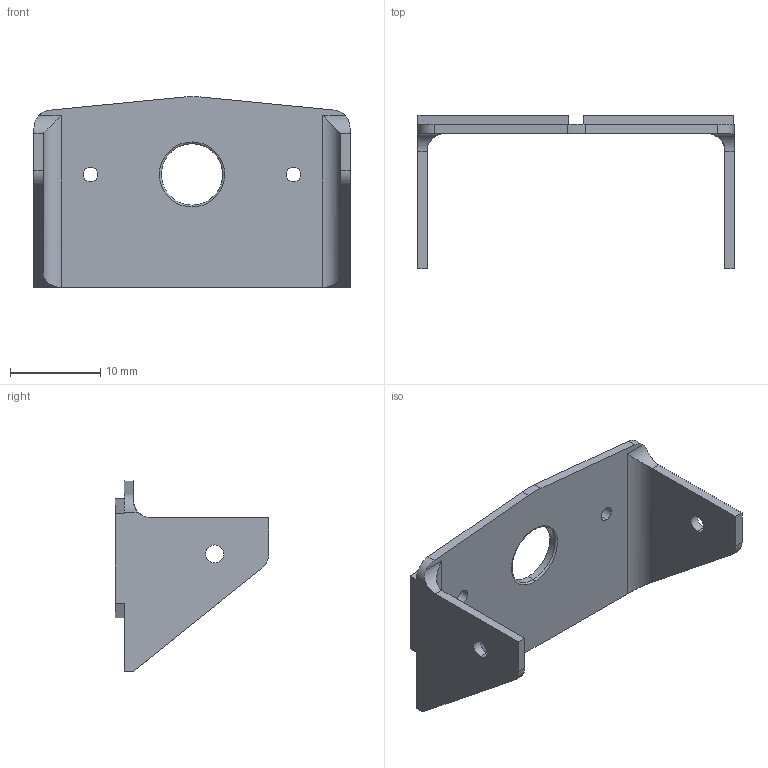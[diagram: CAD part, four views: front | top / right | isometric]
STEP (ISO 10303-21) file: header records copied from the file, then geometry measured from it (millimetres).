
FILE_DESCRIPTION (( 'STEP AP203' ), '1' );
FILE_NAME ('webcam_support_002.STEP', '2017-12-08T19:01:30', ( 'Tallercasa' ), ( '' ), 'SwSTEP 2.0', 'SolidWorks 2015', '' );
FILE_SCHEMA (( 'CONFIG_CONTROL_DESIGN' ));
Length unit declared in the file: millimetre
Products named in the file (1): webcam_support_002
Bounding box: 35 x 17 x 21.12 mm (x, y, z)
Volume: 1248.9 mm3; surface area: 2330.2 mm2
Topology: 1 solids, 1 shells, 61 faces, 168 edges, 110 vertices
Faces by surface type: plane 34, cylinder 25, torus 2
Entity records: 2053 total; most frequent: CARTESIAN_POINT 370, ORIENTED_EDGE 336, DIRECTION 334, EDGE_CURVE 168, LINE 114, VECTOR 114, AXIS2_PLACEMENT_3D 110, VERTEX_POINT 110
